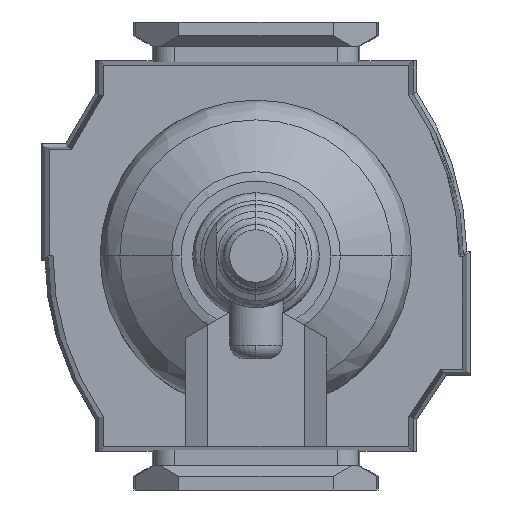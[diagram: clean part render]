
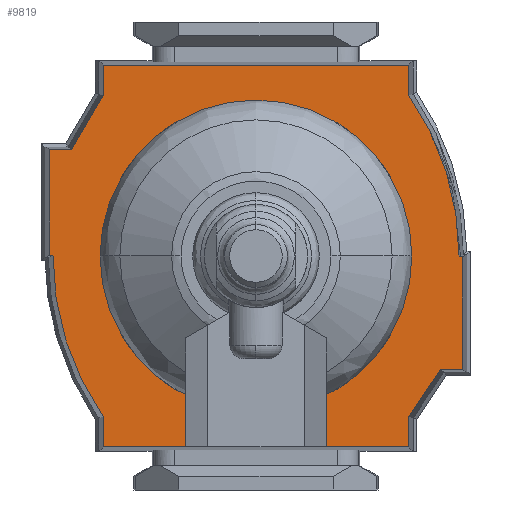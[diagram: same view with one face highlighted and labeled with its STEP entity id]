
A CAD part, front view. The second image highlights one B-rep face of the part: STEP entity #9819.
In plain terms, the highlighted planar face has unit normal (0, -1, 0).
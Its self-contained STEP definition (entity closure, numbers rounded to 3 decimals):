
#128 = VECTOR ( 'NONE', #1008, 1000. ) ;
#204 = ORIENTED_EDGE ( 'NONE', *, *, #9580, .F. ) ;
#404 = LINE ( 'NONE', #6233, #3046 ) ;
#447 = LINE ( 'NONE', #7998, #7560 ) ;
#471 = LINE ( 'NONE', #6231, #10650 ) ;
#503 = CARTESIAN_POINT ( 'NONE',  ( -27.75, -38.5, 22.2 ) ) ;
#515 = ORIENTED_EDGE ( 'NONE', *, *, #4235, .F. ) ;
#533 = VERTEX_POINT ( 'NONE', #1670 ) ;
#589 = LINE ( 'NONE', #2143, #9438 ) ;
#824 = ORIENTED_EDGE ( 'NONE', *, *, #3708, .F. ) ;
#842 = CIRCLE ( 'NONE', #6766, 41.1 ) ;
#889 = ORIENTED_EDGE ( 'NONE', *, *, #9196, .F. ) ;
#999 = CARTESIAN_POINT ( 'NONE',  ( 23.383, -38.5, -22.2 ) ) ;
#1008 = DIRECTION ( 'NONE',  ( 0., 0., -1. ) ) ;
#1030 = DIRECTION ( 'NONE',  ( 1., 0., 0. ) ) ;
#1082 = LINE ( 'NONE', #2848, #128 ) ;
#1098 = CARTESIAN_POINT ( 'NONE',  ( 27.75, -38.5, 22.2 ) ) ;
#1248 = ORIENTED_EDGE ( 'NONE', *, *, #10706, .F. ) ;
#1253 = VERTEX_POINT ( 'NONE', #11268 ) ;
#1263 = VERTEX_POINT ( 'NONE', #10321 ) ;
#1402 = VERTEX_POINT ( 'NONE', #4280 ) ;
#1440 = DIRECTION ( 'NONE',  ( 0., 0., -1. ) ) ;
#1551 = ORIENTED_EDGE ( 'NONE', *, *, #6186, .F. ) ;
#1573 = DIRECTION ( 'NONE',  ( 0., 1., 0. ) ) ;
#1670 = CARTESIAN_POINT ( 'NONE',  ( -15.5, -38.5, -30. ) ) ;
#1719 = LINE ( 'NONE', #10276, #8853 ) ;
#1787 = CARTESIAN_POINT ( 'NONE',  ( 27.75, -38.5, -22.2 ) ) ;
#1883 = DIRECTION ( 'NONE',  ( 0., -1., 0. ) ) ;
#1999 = CARTESIAN_POINT ( 'NONE',  ( 16.5, -38.5, 26.8 ) ) ;
#2007 = VERTEX_POINT ( 'NONE', #1999 ) ;
#2094 = CARTESIAN_POINT ( 'NONE',  ( 16.5, -38.5, 26.8 ) ) ;
#2143 = CARTESIAN_POINT ( 'NONE',  ( 0.1, -38.5, 30. ) ) ;
#2214 = EDGE_CURVE ( 'NONE', #5641, #1253, #4565, .T. ) ;
#2239 = CARTESIAN_POINT ( 'NONE',  ( 16.5, -38.5, 30.005 ) ) ;
#2263 = DIRECTION ( 'NONE',  ( 0., 0., -1. ) ) ;
#2631 = VECTOR ( 'NONE', #2263, 1000. ) ;
#2688 = PLANE ( 'NONE',  #4182 ) ;
#2705 = CARTESIAN_POINT ( 'NONE',  ( -27.75, -38.5, 22.2 ) ) ;
#2848 = CARTESIAN_POINT ( 'NONE',  ( 27.75, -38.5, -22.2 ) ) ;
#2920 = ORIENTED_EDGE ( 'NONE', *, *, #9813, .F. ) ;
#3040 = CARTESIAN_POINT ( 'NONE',  ( -0.1, -38.5, -30. ) ) ;
#3046 = VECTOR ( 'NONE', #9033, 1000. ) ;
#3047 = EDGE_CURVE ( 'NONE', #2007, #8095, #471, .T. ) ;
#3173 = EDGE_CURVE ( 'NONE', #4669, #7384, #589, .T. ) ;
#3291 = CARTESIAN_POINT ( 'NONE',  ( -15.5, -38.5, -30. ) ) ;
#3381 = ORIENTED_EDGE ( 'NONE', *, *, #4595, .F. ) ;
#3610 = CIRCLE ( 'NONE', #5408, 41.1 ) ;
#3663 = VERTEX_POINT ( 'NONE', #11351 ) ;
#3665 = CARTESIAN_POINT ( 'NONE',  ( 0., -38.5, -11.6 ) ) ;
#3708 = EDGE_CURVE ( 'NONE', #10669, #5641, #5968, .T. ) ;
#3898 = VERTEX_POINT ( 'NONE', #5333 ) ;
#3915 = LINE ( 'NONE', #1098, #10035 ) ;
#3962 = DIRECTION ( 'NONE',  ( 0., 1., 0. ) ) ;
#4000 = EDGE_CURVE ( 'NONE', #11282, #4669, #6065, .T. ) ;
#4182 = AXIS2_PLACEMENT_3D ( 'NONE', #11152, #1883, #11211 ) ;
#4235 = EDGE_CURVE ( 'NONE', #7519, #3663, #4933, .T. ) ;
#4246 = DIRECTION ( 'NONE',  ( 0., 0., 1. ) ) ;
#4277 = ORIENTED_EDGE ( 'NONE', *, *, #2214, .F. ) ;
#4280 = CARTESIAN_POINT ( 'NONE',  ( -15.502, -38.5, -26.799 ) ) ;
#4305 = AXIS2_PLACEMENT_3D ( 'NONE', #7833, #3962, #6825 ) ;
#4455 = ORIENTED_EDGE ( 'NONE', *, *, #6856, .F. ) ;
#4565 = LINE ( 'NONE', #7304, #8763 ) ;
#4595 = EDGE_CURVE ( 'NONE', #4996, #533, #5389, .T. ) ;
#4669 = VERTEX_POINT ( 'NONE', #10308 ) ;
#4933 = LINE ( 'NONE', #999, #6234 ) ;
#4980 = ORIENTED_EDGE ( 'NONE', *, *, #10171, .F. ) ;
#4996 = VERTEX_POINT ( 'NONE', #3040 ) ;
#5133 = DIRECTION ( 'NONE',  ( -0.863, 0., 0.506 ) ) ;
#5261 = DIRECTION ( 'NONE',  ( 0.831, 0., -0.557 ) ) ;
#5310 = LINE ( 'NONE', #6175, #6120 ) ;
#5323 = DIRECTION ( 'NONE',  ( -1., 0., 0. ) ) ;
#5333 = CARTESIAN_POINT ( 'NONE',  ( -0.1, -38.5, -29.5 ) ) ;
#5389 = LINE ( 'NONE', #3291, #11843 ) ;
#5408 = AXIS2_PLACEMENT_3D ( 'NONE', #11867, #1573, #11013 ) ;
#5641 = VERTEX_POINT ( 'NONE', #2705 ) ;
#5646 = DIRECTION ( 'NONE',  ( 0., 1., 0. ) ) ;
#5958 = LINE ( 'NONE', #2094, #2631 ) ;
#5968 = LINE ( 'NONE', #503, #8490 ) ;
#6042 = EDGE_CURVE ( 'NONE', #8095, #10871, #3915, .T. ) ;
#6065 = CIRCLE ( 'NONE', #4305, 41.1 ) ;
#6120 = VECTOR ( 'NONE', #5133, 1000. ) ;
#6175 = CARTESIAN_POINT ( 'NONE',  ( -23.35, -38.5, -22.2 ) ) ;
#6186 = EDGE_CURVE ( 'NONE', #7384, #8148, #11570, .T. ) ;
#6231 = CARTESIAN_POINT ( 'NONE',  ( 23.362, -38.5, 22.2 ) ) ;
#6233 = CARTESIAN_POINT ( 'NONE',  ( -15.502, -38.5, -26.799 ) ) ;
#6234 = VECTOR ( 'NONE', #10559, 1000. ) ;
#6537 = CARTESIAN_POINT ( 'NONE',  ( 0.1, -38.5, 30. ) ) ;
#6695 = ORIENTED_EDGE ( 'NONE', *, *, #7046, .F. ) ;
#6766 = AXIS2_PLACEMENT_3D ( 'NONE', #3665, #5646, #11999 ) ;
#6825 = DIRECTION ( 'NONE',  ( 0., 0., 1. ) ) ;
#6856 = EDGE_CURVE ( 'NONE', #10871, #7519, #1082, .T. ) ;
#7006 = DIRECTION ( 'NONE',  ( 1., 0., 0. ) ) ;
#7046 = EDGE_CURVE ( 'NONE', #1263, #10669, #1719, .T. ) ;
#7114 = ORIENTED_EDGE ( 'NONE', *, *, #3047, .F. ) ;
#7239 = ORIENTED_EDGE ( 'NONE', *, *, #6042, .F. ) ;
#7304 = CARTESIAN_POINT ( 'NONE',  ( -23.381, -38.5, 22.202 ) ) ;
#7384 = VERTEX_POINT ( 'NONE', #6537 ) ;
#7460 = FACE_OUTER_BOUND ( 'NONE', #8691, .T. ) ;
#7519 = VERTEX_POINT ( 'NONE', #1787 ) ;
#7560 = VECTOR ( 'NONE', #1440, 1000. ) ;
#7833 = CARTESIAN_POINT ( 'NONE',  ( 0., -38.5, -11.6 ) ) ;
#7998 = CARTESIAN_POINT ( 'NONE',  ( -0.1, -38.5, -30. ) ) ;
#8095 = VERTEX_POINT ( 'NONE', #9401 ) ;
#8148 = VERTEX_POINT ( 'NONE', #11695 ) ;
#8253 = CARTESIAN_POINT ( 'NONE',  ( 27.75, -38.5, 22.2 ) ) ;
#8490 = VECTOR ( 'NONE', #4246, 1000. ) ;
#8691 = EDGE_LOOP ( 'NONE', ( #6695, #889, #12179, #3381, #204, #1248, #515, #4455, #7239, #7114, #4980, #1551, #10339, #10244, #2920, #4277, #824 ) ) ;
#8763 = VECTOR ( 'NONE', #10174, 1000. ) ;
#8853 = VECTOR ( 'NONE', #11048, 1000. ) ;
#9033 = DIRECTION ( 'NONE',  ( 0., 0., 1. ) ) ;
#9196 = EDGE_CURVE ( 'NONE', #1402, #1263, #5310, .T. ) ;
#9401 = CARTESIAN_POINT ( 'NONE',  ( 23.362, -38.5, 22.2 ) ) ;
#9438 = VECTOR ( 'NONE', #11009, 1000. ) ;
#9580 = EDGE_CURVE ( 'NONE', #3898, #4996, #447, .T. ) ;
#9813 = EDGE_CURVE ( 'NONE', #1253, #11282, #842, .T. ) ;
#9819 = ADVANCED_FACE ( 'NONE', ( #7460 ), #2688, .T. ) ;
#9843 = VECTOR ( 'NONE', #7006, 1000. ) ;
#10035 = VECTOR ( 'NONE', #1030, 1000. ) ;
#10062 = CARTESIAN_POINT ( 'NONE',  ( -27.75, -38.5, -22.2 ) ) ;
#10171 = EDGE_CURVE ( 'NONE', #8148, #2007, #5958, .T. ) ;
#10174 = DIRECTION ( 'NONE',  ( 1., 0., 0. ) ) ;
#10244 = ORIENTED_EDGE ( 'NONE', *, *, #4000, .F. ) ;
#10276 = CARTESIAN_POINT ( 'NONE',  ( -27.75, -38.5, -22.2 ) ) ;
#10308 = CARTESIAN_POINT ( 'NONE',  ( 0.1, -38.5, 29.5 ) ) ;
#10321 = CARTESIAN_POINT ( 'NONE',  ( -23.35, -38.5, -22.2 ) ) ;
#10339 = ORIENTED_EDGE ( 'NONE', *, *, #3173, .F. ) ;
#10559 = DIRECTION ( 'NONE',  ( -1., 0., 0. ) ) ;
#10650 = VECTOR ( 'NONE', #5261, 1000. ) ;
#10661 = EDGE_CURVE ( 'NONE', #533, #1402, #404, .T. ) ;
#10669 = VERTEX_POINT ( 'NONE', #10062 ) ;
#10706 = EDGE_CURVE ( 'NONE', #3663, #3898, #3610, .T. ) ;
#10871 = VERTEX_POINT ( 'NONE', #8253 ) ;
#11009 = DIRECTION ( 'NONE',  ( 0., 0., 1. ) ) ;
#11013 = DIRECTION ( 'NONE',  ( 0., 0., 1. ) ) ;
#11048 = DIRECTION ( 'NONE',  ( -1., 0., 0. ) ) ;
#11152 = CARTESIAN_POINT ( 'NONE',  ( -28.86, -38.5, 31.2 ) ) ;
#11211 = DIRECTION ( 'NONE',  ( 0., 0., -1. ) ) ;
#11268 = CARTESIAN_POINT ( 'NONE',  ( -23.381, -38.5, 22.202 ) ) ;
#11282 = VERTEX_POINT ( 'NONE', #12054 ) ;
#11351 = CARTESIAN_POINT ( 'NONE',  ( 23.383, -38.5, -22.2 ) ) ;
#11570 = LINE ( 'NONE', #2239, #9843 ) ;
#11695 = CARTESIAN_POINT ( 'NONE',  ( 16.5, -38.5, 30.005 ) ) ;
#11843 = VECTOR ( 'NONE', #5323, 1000. ) ;
#11867 = CARTESIAN_POINT ( 'NONE',  ( 0., -38.5, 11.6 ) ) ;
#11999 = DIRECTION ( 'NONE',  ( 0., 0., 1. ) ) ;
#12054 = CARTESIAN_POINT ( 'NONE',  ( 0., -38.5, 29.5 ) ) ;
#12179 = ORIENTED_EDGE ( 'NONE', *, *, #10661, .F. ) ;
